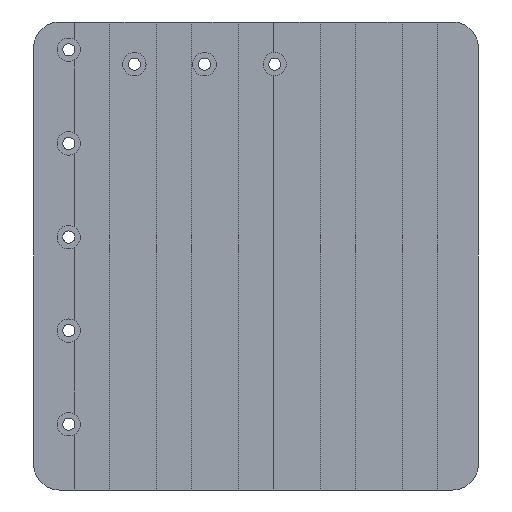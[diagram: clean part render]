
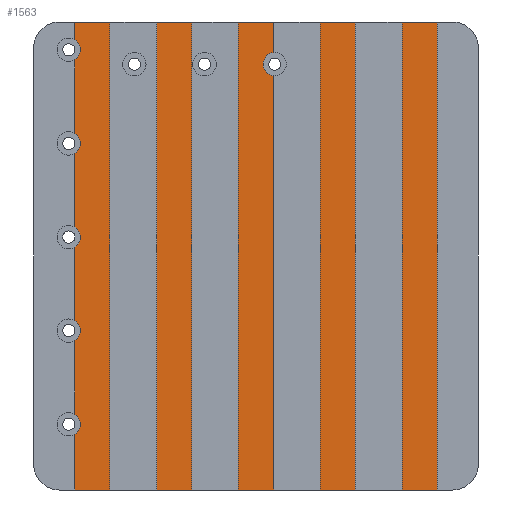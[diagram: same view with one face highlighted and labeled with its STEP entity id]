
A CAD part, front view. The second image highlights one B-rep face of the part: STEP entity #1563.
In plain terms, the highlighted planar face has unit normal (0, -1, 0).
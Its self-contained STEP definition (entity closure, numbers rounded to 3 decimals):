
#27=FACE_BOUND('',#220,.T.);
#28=FACE_BOUND('',#221,.T.);
#29=FACE_BOUND('',#222,.T.);
#30=FACE_BOUND('',#223,.T.);
#31=FACE_BOUND('',#224,.T.);
#32=FACE_BOUND('',#225,.T.);
#33=FACE_BOUND('',#226,.T.);
#34=FACE_BOUND('',#227,.T.);
#61=PLANE('',#1681);
#125=FACE_OUTER_BOUND('',#219,.T.);
#219=EDGE_LOOP('',(#1105,#1106,#1107,#1108,#1109,#1110,#1111,#1112));
#220=EDGE_LOOP('',(#1113));
#221=EDGE_LOOP('',(#1114));
#222=EDGE_LOOP('',(#1115));
#223=EDGE_LOOP('',(#1116));
#224=EDGE_LOOP('',(#1117));
#225=EDGE_LOOP('',(#1118));
#226=EDGE_LOOP('',(#1119));
#227=EDGE_LOOP('',(#1120));
#347=LINE('',#2367,#493);
#348=LINE('',#2371,#494);
#349=LINE('',#2375,#495);
#350=LINE('',#2379,#496);
#493=VECTOR('',#1887,10.);
#494=VECTOR('',#1890,10.);
#495=VECTOR('',#1893,10.);
#496=VECTOR('',#1896,10.);
#632=CIRCLE('',#1659,2.6);
#634=CIRCLE('',#1662,2.6);
#636=CIRCLE('',#1665,2.6);
#638=CIRCLE('',#1668,2.6);
#640=CIRCLE('',#1671,2.6);
#642=CIRCLE('',#1674,2.6);
#644=CIRCLE('',#1677,2.6);
#646=CIRCLE('',#1680,2.6);
#647=CIRCLE('',#1682,11.);
#648=CIRCLE('',#1683,11.);
#649=CIRCLE('',#1684,11.);
#650=CIRCLE('',#1685,11.);
#708=VERTEX_POINT('',#2319);
#710=VERTEX_POINT('',#2325);
#712=VERTEX_POINT('',#2331);
#714=VERTEX_POINT('',#2337);
#716=VERTEX_POINT('',#2343);
#718=VERTEX_POINT('',#2349);
#720=VERTEX_POINT('',#2355);
#722=VERTEX_POINT('',#2361);
#723=VERTEX_POINT('',#2365);
#724=VERTEX_POINT('',#2366);
#725=VERTEX_POINT('',#2368);
#726=VERTEX_POINT('',#2370);
#727=VERTEX_POINT('',#2372);
#728=VERTEX_POINT('',#2374);
#729=VERTEX_POINT('',#2376);
#730=VERTEX_POINT('',#2378);
#853=EDGE_CURVE('',#708,#708,#632,.T.);
#856=EDGE_CURVE('',#710,#710,#634,.T.);
#859=EDGE_CURVE('',#712,#712,#636,.T.);
#862=EDGE_CURVE('',#714,#714,#638,.T.);
#865=EDGE_CURVE('',#716,#716,#640,.T.);
#868=EDGE_CURVE('',#718,#718,#642,.T.);
#871=EDGE_CURVE('',#720,#720,#644,.T.);
#874=EDGE_CURVE('',#722,#722,#646,.T.);
#875=EDGE_CURVE('',#723,#724,#347,.T.);
#876=EDGE_CURVE('',#724,#725,#647,.T.);
#877=EDGE_CURVE('',#725,#726,#348,.T.);
#878=EDGE_CURVE('',#726,#727,#648,.T.);
#879=EDGE_CURVE('',#727,#728,#349,.T.);
#880=EDGE_CURVE('',#728,#729,#649,.T.);
#881=EDGE_CURVE('',#729,#730,#350,.T.);
#882=EDGE_CURVE('',#730,#723,#650,.T.);
#1105=ORIENTED_EDGE('',*,*,#875,.T.);
#1106=ORIENTED_EDGE('',*,*,#876,.T.);
#1107=ORIENTED_EDGE('',*,*,#877,.T.);
#1108=ORIENTED_EDGE('',*,*,#878,.T.);
#1109=ORIENTED_EDGE('',*,*,#879,.T.);
#1110=ORIENTED_EDGE('',*,*,#880,.T.);
#1111=ORIENTED_EDGE('',*,*,#881,.T.);
#1112=ORIENTED_EDGE('',*,*,#882,.T.);
#1113=ORIENTED_EDGE('',*,*,#853,.T.);
#1114=ORIENTED_EDGE('',*,*,#856,.T.);
#1115=ORIENTED_EDGE('',*,*,#859,.T.);
#1116=ORIENTED_EDGE('',*,*,#862,.T.);
#1117=ORIENTED_EDGE('',*,*,#865,.T.);
#1118=ORIENTED_EDGE('',*,*,#868,.T.);
#1119=ORIENTED_EDGE('',*,*,#871,.T.);
#1120=ORIENTED_EDGE('',*,*,#874,.T.);
#1563=ADVANCED_FACE('',(#125,#27,#28,#29,#30,#31,#32,#33,#34),#61,.F.);
#1659=AXIS2_PLACEMENT_3D('',#2321,#1834,#1835);
#1662=AXIS2_PLACEMENT_3D('',#2327,#1841,#1842);
#1665=AXIS2_PLACEMENT_3D('',#2333,#1848,#1849);
#1668=AXIS2_PLACEMENT_3D('',#2339,#1855,#1856);
#1671=AXIS2_PLACEMENT_3D('',#2345,#1862,#1863);
#1674=AXIS2_PLACEMENT_3D('',#2351,#1869,#1870);
#1677=AXIS2_PLACEMENT_3D('',#2357,#1876,#1877);
#1680=AXIS2_PLACEMENT_3D('',#2363,#1883,#1884);
#1681=AXIS2_PLACEMENT_3D('',#2364,#1885,#1886);
#1682=AXIS2_PLACEMENT_3D('',#2369,#1888,#1889);
#1683=AXIS2_PLACEMENT_3D('',#2373,#1891,#1892);
#1684=AXIS2_PLACEMENT_3D('',#2377,#1894,#1895);
#1685=AXIS2_PLACEMENT_3D('',#2380,#1897,#1898);
#1834=DIRECTION('center_axis',(0.,1.,0.));
#1835=DIRECTION('ref_axis',(1.,0.,0.));
#1841=DIRECTION('center_axis',(0.,1.,0.));
#1842=DIRECTION('ref_axis',(1.,0.,0.));
#1848=DIRECTION('center_axis',(0.,1.,0.));
#1849=DIRECTION('ref_axis',(1.,0.,0.));
#1855=DIRECTION('center_axis',(0.,1.,0.));
#1856=DIRECTION('ref_axis',(1.,0.,0.));
#1862=DIRECTION('center_axis',(0.,1.,0.));
#1863=DIRECTION('ref_axis',(1.,0.,0.));
#1869=DIRECTION('center_axis',(0.,1.,0.));
#1870=DIRECTION('ref_axis',(1.,0.,0.));
#1876=DIRECTION('center_axis',(0.,1.,0.));
#1877=DIRECTION('ref_axis',(1.,0.,0.));
#1883=DIRECTION('center_axis',(0.,1.,0.));
#1884=DIRECTION('ref_axis',(1.,0.,0.));
#1885=DIRECTION('center_axis',(0.,1.,0.));
#1886=DIRECTION('ref_axis',(0.,0.,1.));
#1887=DIRECTION('',(0.,0.,1.));
#1888=DIRECTION('center_axis',(0.,-1.,0.));
#1889=DIRECTION('ref_axis',(1.,0.,0.));
#1890=DIRECTION('',(-1.,0.,0.));
#1891=DIRECTION('center_axis',(0.,-1.,0.));
#1892=DIRECTION('ref_axis',(0.,0.,1.));
#1893=DIRECTION('',(0.,0.,-1.));
#1894=DIRECTION('center_axis',(0.,-1.,0.));
#1895=DIRECTION('ref_axis',(-1.,0.,0.));
#1896=DIRECTION('',(1.,0.,0.));
#1897=DIRECTION('center_axis',(0.,-1.,0.));
#1898=DIRECTION('ref_axis',(0.,0.,-1.));
#2319=CARTESIAN_POINT('',(-54.6,-6.,82.));
#2321=CARTESIAN_POINT('Origin',(-52.,-6.,82.));
#2325=CARTESIAN_POINT('',(-82.6,-6.,88.105));
#2327=CARTESIAN_POINT('Origin',(-80.,-6.,88.105));
#2331=CARTESIAN_POINT('',(-82.6,-6.,-31.895));
#2333=CARTESIAN_POINT('Origin',(-80.,-6.,-31.895));
#2337=CARTESIAN_POINT('',(-82.6,-6.,48.105));
#2339=CARTESIAN_POINT('Origin',(-80.,-6.,48.105));
#2343=CARTESIAN_POINT('',(-82.6,-6.,-71.895));
#2345=CARTESIAN_POINT('Origin',(-80.,-6.,-71.895));
#2349=CARTESIAN_POINT('',(-82.6,-6.,8.105));
#2351=CARTESIAN_POINT('Origin',(-80.,-6.,8.105));
#2355=CARTESIAN_POINT('',(-24.6,-6.,82.));
#2357=CARTESIAN_POINT('Origin',(-22.,-6.,82.));
#2361=CARTESIAN_POINT('',(5.4,-6.,82.));
#2363=CARTESIAN_POINT('Origin',(8.,-6.,82.));
#2364=CARTESIAN_POINT('Origin',(0.,-6.,0.));
#2365=CARTESIAN_POINT('',(95.,-6.,-89.));
#2366=CARTESIAN_POINT('',(95.,-6.,89.));
#2367=CARTESIAN_POINT('',(95.,-6.,-44.5));
#2368=CARTESIAN_POINT('',(84.,-6.,100.));
#2369=CARTESIAN_POINT('Origin',(84.,-6.,89.));
#2370=CARTESIAN_POINT('',(-84.,-6.,100.));
#2371=CARTESIAN_POINT('',(42.,-6.,100.));
#2372=CARTESIAN_POINT('',(-95.,-6.,89.));
#2373=CARTESIAN_POINT('Origin',(-84.,-6.,89.));
#2374=CARTESIAN_POINT('',(-95.,-6.,-89.));
#2375=CARTESIAN_POINT('',(-95.,-6.,44.5));
#2376=CARTESIAN_POINT('',(-84.,-6.,-100.));
#2377=CARTESIAN_POINT('Origin',(-84.,-6.,-89.));
#2378=CARTESIAN_POINT('',(84.,-6.,-100.));
#2379=CARTESIAN_POINT('',(-42.,-6.,-100.));
#2380=CARTESIAN_POINT('Origin',(84.,-6.,-89.));
